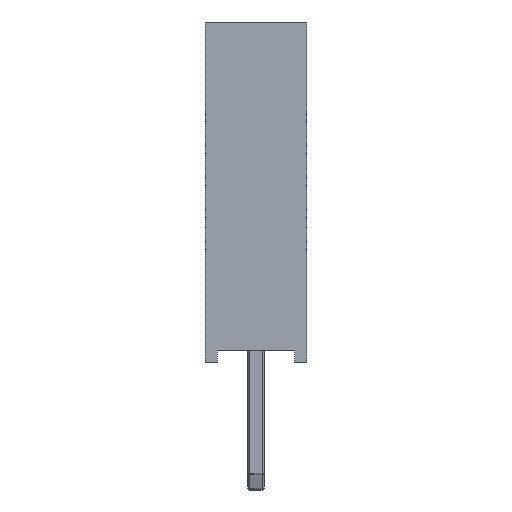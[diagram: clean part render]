
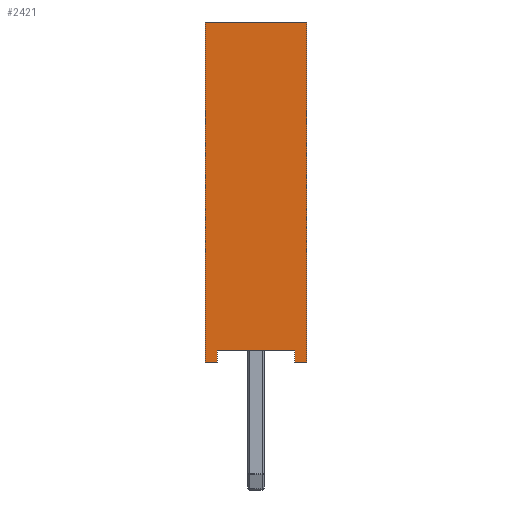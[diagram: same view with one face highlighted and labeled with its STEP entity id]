
A CAD part, left-side view. The second image highlights one B-rep face of the part: STEP entity #2421.
In plain terms, the highlighted planar face has unit normal (-1, 0, 0).
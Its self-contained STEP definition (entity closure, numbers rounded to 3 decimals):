
#325=FACE_OUTER_BOUND('',#476,.T.);
#476=EDGE_LOOP('',(#1577,#1578,#1579,#1580,#1581,#1582,#1583,#1584));
#642=LINE('',#3773,#828);
#644=LINE('',#3779,#830);
#647=LINE('',#3784,#833);
#652=LINE('',#3798,#838);
#653=LINE('',#3801,#839);
#656=LINE('',#3807,#842);
#657=LINE('',#3809,#843);
#658=LINE('',#3810,#844);
#828=VECTOR('',#2955,10.);
#830=VECTOR('',#2959,10.);
#833=VECTOR('',#2964,10.);
#838=VECTOR('',#2979,10.);
#839=VECTOR('',#2982,10.);
#842=VECTOR('',#2987,10.);
#843=VECTOR('',#2988,10.);
#844=VECTOR('',#2989,10.);
#1012=VERTEX_POINT('',#3767);
#1014=VERTEX_POINT('',#3771);
#1015=VERTEX_POINT('',#3775);
#1017=VERTEX_POINT('',#3778);
#1022=VERTEX_POINT('',#3796);
#1023=VERTEX_POINT('',#3800);
#1025=VERTEX_POINT('',#3806);
#1026=VERTEX_POINT('',#3808);
#1210=EDGE_CURVE('',#1012,#1014,#642,.T.);
#1212=EDGE_CURVE('',#1017,#1015,#644,.T.);
#1215=EDGE_CURVE('',#1014,#1017,#647,.T.);
#1224=EDGE_CURVE('',#1015,#1022,#652,.T.);
#1225=EDGE_CURVE('',#1023,#1012,#653,.T.);
#1228=EDGE_CURVE('',#1022,#1025,#656,.T.);
#1229=EDGE_CURVE('',#1026,#1025,#657,.T.);
#1230=EDGE_CURVE('',#1023,#1026,#658,.T.);
#1577=ORIENTED_EDGE('',*,*,#1210,.T.);
#1578=ORIENTED_EDGE('',*,*,#1215,.T.);
#1579=ORIENTED_EDGE('',*,*,#1212,.T.);
#1580=ORIENTED_EDGE('',*,*,#1224,.T.);
#1581=ORIENTED_EDGE('',*,*,#1228,.T.);
#1582=ORIENTED_EDGE('',*,*,#1229,.F.);
#1583=ORIENTED_EDGE('',*,*,#1230,.F.);
#1584=ORIENTED_EDGE('',*,*,#1225,.T.);
#2225=PLANE('',#2629);
#2421=ADVANCED_FACE('',(#325),#2225,.T.);
#2629=AXIS2_PLACEMENT_3D('',#3805,#2985,#2986);
#2955=DIRECTION('',(0.,0.,1.));
#2959=DIRECTION('',(0.,0.,-1.));
#2964=DIRECTION('',(0.,-1.,0.));
#2979=DIRECTION('',(0.,-1.,0.));
#2982=DIRECTION('',(0.,-1.,0.));
#2985=DIRECTION('center_axis',(-1.,0.,0.));
#2986=DIRECTION('ref_axis',(0.,-1.,0.));
#2987=DIRECTION('',(0.,0.,1.));
#2988=DIRECTION('',(0.,-1.,0.));
#2989=DIRECTION('',(0.,0.,1.));
#3767=CARTESIAN_POINT('',(-1.27,0.97,0.));
#3771=CARTESIAN_POINT('',(-1.27,0.97,0.3));
#3773=CARTESIAN_POINT('',(-1.27,0.97,0.));
#3775=CARTESIAN_POINT('',(-1.27,-0.97,0.));
#3778=CARTESIAN_POINT('',(-1.27,-0.97,0.3));
#3779=CARTESIAN_POINT('',(-1.27,-0.97,0.));
#3784=CARTESIAN_POINT('',(-1.27,0.635,0.3));
#3796=CARTESIAN_POINT('',(-1.27,-1.27,0.));
#3798=CARTESIAN_POINT('',(-1.27,1.27,0.));
#3800=CARTESIAN_POINT('',(-1.27,1.27,0.));
#3801=CARTESIAN_POINT('',(-1.27,1.27,0.));
#3805=CARTESIAN_POINT('Origin',(-1.27,1.27,0.));
#3806=CARTESIAN_POINT('',(-1.27,-1.27,8.5));
#3807=CARTESIAN_POINT('',(-1.27,-1.27,0.));
#3808=CARTESIAN_POINT('',(-1.27,1.27,8.5));
#3809=CARTESIAN_POINT('',(-1.27,1.27,8.5));
#3810=CARTESIAN_POINT('',(-1.27,1.27,0.));
